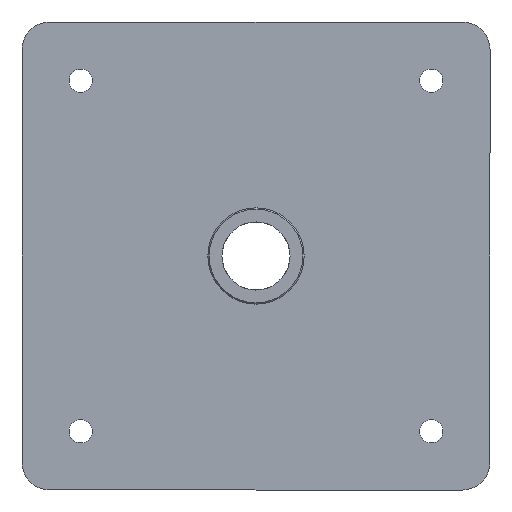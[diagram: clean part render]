
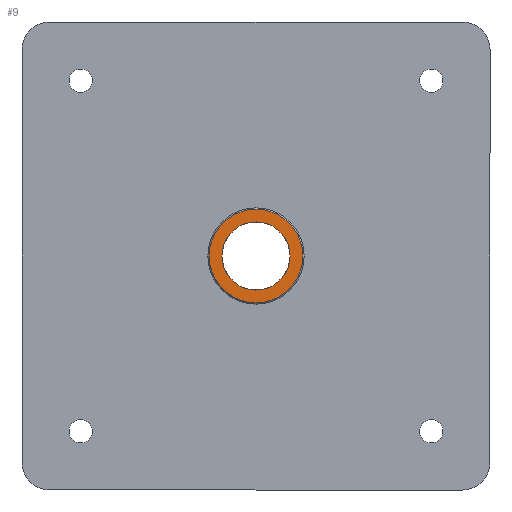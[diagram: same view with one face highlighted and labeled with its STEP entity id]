
A CAD part, front view. The second image highlights one B-rep face of the part: STEP entity #9.
In plain terms, the highlighted planar face has unit normal (0, -1, 0).
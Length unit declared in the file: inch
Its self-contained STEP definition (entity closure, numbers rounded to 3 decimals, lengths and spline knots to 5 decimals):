
#9 = ADVANCED_FACE ( 'NONE', ( #174, #357 ), #1030, .F. ) ;
#23 = EDGE_CURVE ( 'NONE', #211, #810, #955, .T. ) ;
#51 = CARTESIAN_POINT ( 'NONE',  ( 0., 0., 0. ) ) ;
#66 = CARTESIAN_POINT ( 'NONE',  ( -0.48717, 0., 0. ) ) ;
#70 = AXIS2_PLACEMENT_3D ( 'NONE', #895, #560, #905 ) ;
#88 = CARTESIAN_POINT ( 'NONE',  ( 0., 0., 0. ) ) ;
#107 = EDGE_CURVE ( 'NONE', #810, #211, #437, .T. ) ;
#174 = FACE_OUTER_BOUND ( 'NONE', #234, .T. ) ;
#175 = DIRECTION ( 'NONE',  ( -1., 0., 0. ) ) ;
#202 = ORIENTED_EDGE ( 'NONE', *, *, #107, .F. ) ;
#211 = VERTEX_POINT ( 'NONE', #396 ) ;
#234 = EDGE_LOOP ( 'NONE', ( #590, #736 ) ) ;
#250 = CARTESIAN_POINT ( 'NONE',  ( 0.66929, 0., 0. ) ) ;
#286 = VERTEX_POINT ( 'NONE', #250 ) ;
#317 = EDGE_LOOP ( 'NONE', ( #202, #645 ) ) ;
#321 = VERTEX_POINT ( 'NONE', #418 ) ;
#335 = AXIS2_PLACEMENT_3D ( 'NONE', #51, #1039, #798 ) ;
#355 = CIRCLE ( 'NONE', #1070, 0.66929 ) ;
#357 = FACE_BOUND ( 'NONE', #317, .T. ) ;
#396 = CARTESIAN_POINT ( 'NONE',  ( 0.48717, 0., 0. ) ) ;
#408 = CIRCLE ( 'NONE', #70, 0.66929 ) ;
#418 = CARTESIAN_POINT ( 'NONE',  ( -0.66929, 0., 0. ) ) ;
#437 = CIRCLE ( 'NONE', #888, 0.48717 ) ;
#454 = CARTESIAN_POINT ( 'NONE',  ( 0.66929, 0., 0. ) ) ;
#472 = DIRECTION ( 'NONE',  ( -1., 0., 0. ) ) ;
#560 = DIRECTION ( 'NONE',  ( 0., 1., 0. ) ) ;
#590 = ORIENTED_EDGE ( 'NONE', *, *, #961, .F. ) ;
#632 = CARTESIAN_POINT ( 'NONE',  ( 0., 0., 0. ) ) ;
#638 = DIRECTION ( 'NONE',  ( 0., -1., 0. ) ) ;
#645 = ORIENTED_EDGE ( 'NONE', *, *, #23, .F. ) ;
#686 = DIRECTION ( 'NONE',  ( 0., 1., 0. ) ) ;
#716 = AXIS2_PLACEMENT_3D ( 'NONE', #454, #686, #1022 ) ;
#736 = ORIENTED_EDGE ( 'NONE', *, *, #800, .F. ) ;
#798 = DIRECTION ( 'NONE',  ( -1., 0., 0. ) ) ;
#800 = EDGE_CURVE ( 'NONE', #286, #321, #408, .T. ) ;
#810 = VERTEX_POINT ( 'NONE', #66 ) ;
#888 = AXIS2_PLACEMENT_3D ( 'NONE', #632, #638, #472 ) ;
#895 = CARTESIAN_POINT ( 'NONE',  ( 0., 0., 0. ) ) ;
#905 = DIRECTION ( 'NONE',  ( -1., 0., 0. ) ) ;
#910 = DIRECTION ( 'NONE',  ( 0., 1., 0. ) ) ;
#955 = CIRCLE ( 'NONE', #335, 0.48717 ) ;
#961 = EDGE_CURVE ( 'NONE', #321, #286, #355, .T. ) ;
#1022 = DIRECTION ( 'NONE',  ( 0., 0., 1. ) ) ;
#1030 = PLANE ( 'NONE',  #716 ) ;
#1039 = DIRECTION ( 'NONE',  ( 0., -1., 0. ) ) ;
#1070 = AXIS2_PLACEMENT_3D ( 'NONE', #88, #910, #175 ) ;
